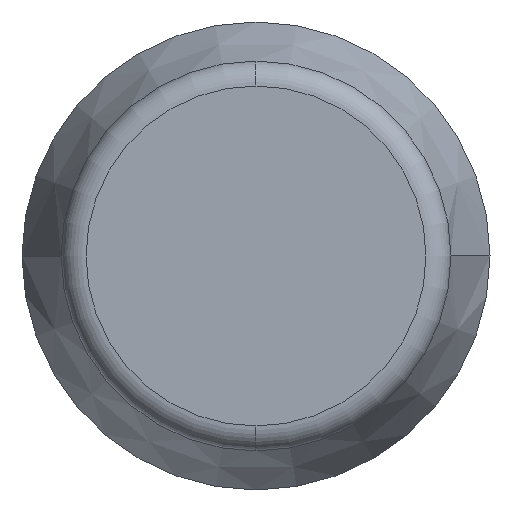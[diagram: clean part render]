
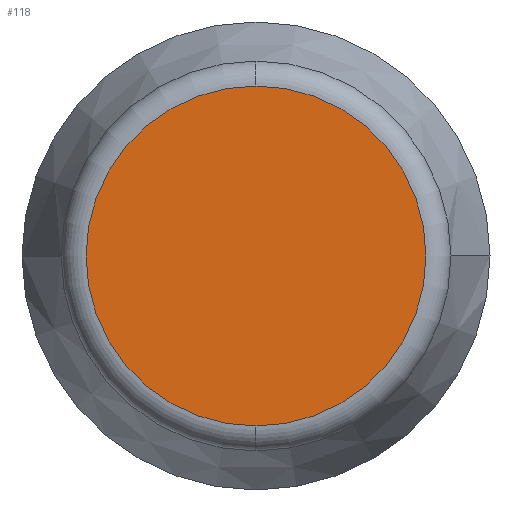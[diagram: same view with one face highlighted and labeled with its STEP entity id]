
A CAD part, front view. The second image highlights one B-rep face of the part: STEP entity #118.
In plain terms, the highlighted planar face has unit normal (0, -1, 0).
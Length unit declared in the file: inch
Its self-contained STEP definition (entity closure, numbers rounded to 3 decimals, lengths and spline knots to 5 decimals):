
#4 = VERTEX_POINT ( 'NONE', #86 ) ;
#13 = ORIENTED_EDGE ( 'NONE', *, *, #386, .T. ) ;
#80 = EDGE_LOOP ( 'NONE', ( #13, #381 ) ) ;
#86 = CARTESIAN_POINT ( 'NONE',  ( 0., 0., 0.0681 ) ) ;
#87 = DIRECTION ( 'NONE',  ( 0., 0., -1. ) ) ;
#108 = AXIS2_PLACEMENT_3D ( 'NONE', #175, #335, #87 ) ;
#115 = CARTESIAN_POINT ( 'NONE',  ( 0., 0., -0.0681 ) ) ;
#118 = ADVANCED_FACE ( 'NONE', ( #309 ), #254, .T. ) ;
#175 = CARTESIAN_POINT ( 'NONE',  ( 0., 0., 0. ) ) ;
#178 = CARTESIAN_POINT ( 'NONE',  ( 0., 0., 0. ) ) ;
#186 = AXIS2_PLACEMENT_3D ( 'NONE', #353, #219, #363 ) ;
#217 = VERTEX_POINT ( 'NONE', #115 ) ;
#219 = DIRECTION ( 'NONE',  ( 0., -1., 0. ) ) ;
#234 = DIRECTION ( 'NONE',  ( 0., 0., -1. ) ) ;
#254 = PLANE ( 'NONE',  #186 ) ;
#277 = CIRCLE ( 'NONE', #108, 0.0681 ) ;
#309 = FACE_OUTER_BOUND ( 'NONE', #80, .T. ) ;
#335 = DIRECTION ( 'NONE',  ( 0., -1., 0. ) ) ;
#346 = AXIS2_PLACEMENT_3D ( 'NONE', #178, #357, #234 ) ;
#353 = CARTESIAN_POINT ( 'NONE',  ( 0., 0., 0. ) ) ;
#357 = DIRECTION ( 'NONE',  ( 0., -1., 0. ) ) ;
#363 = DIRECTION ( 'NONE',  ( 0., 0., -1. ) ) ;
#380 = EDGE_CURVE ( 'NONE', #4, #217, #277, .T. ) ;
#381 = ORIENTED_EDGE ( 'NONE', *, *, #380, .T. ) ;
#385 = CIRCLE ( 'NONE', #346, 0.0681 ) ;
#386 = EDGE_CURVE ( 'NONE', #217, #4, #385, .T. ) ;
